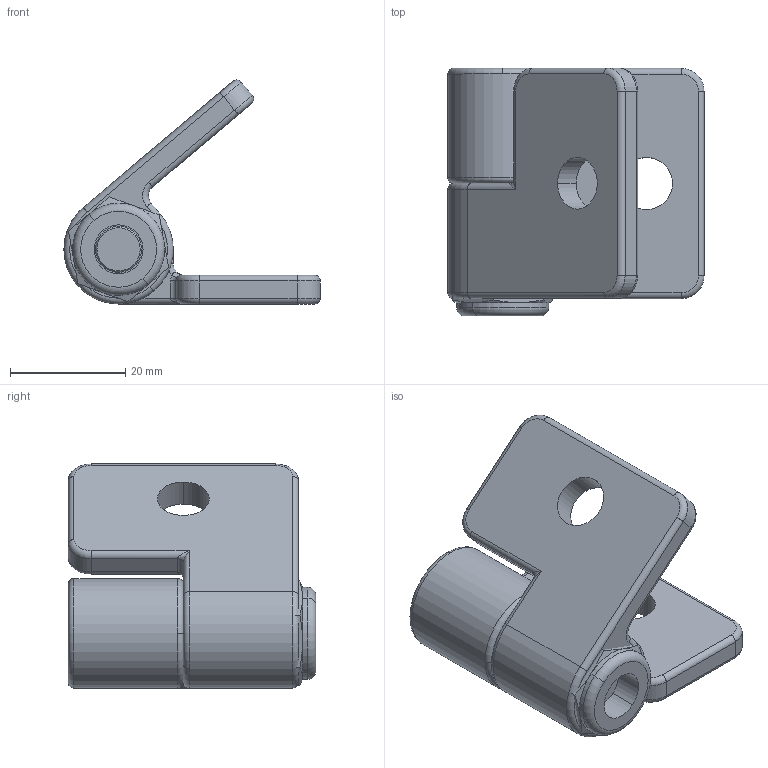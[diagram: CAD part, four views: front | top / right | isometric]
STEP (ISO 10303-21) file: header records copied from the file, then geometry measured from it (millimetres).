
FILE_DESCRIPTION (( 'STEP AP203' ), '1' );
FILE_NAME ('084.106.186.STEP', '2022-04-22T14:51:30', ( '' ), ( '' ), 'SwSTEP 2.0', 'SolidWorks 2021', '' );
FILE_SCHEMA (( 'CONFIG_CONTROL_DESIGN' ));
Length unit declared in the file: millimetre
Products named in the file (4): DADI ESAGONALI AUTOBLOCCANTI UNI 7473_M10 UNI 7434; 084.106.186; 084.301.000 VITI ALUSIC-2_084.301.038; 084.106.186A
Assembly tree (4 placements, depth 2):
  084.106.186
    084.106.186A  x2
    084.301.000 VITI ALUSIC-2_084.301.038
    DADI ESAGONALI AUTOBLOCCANTI UNI 7473_M10 UNI 7434
Bounding box: 44.5 x 43 x 38.91 mm (x, y, z)
Volume: 21489.5 mm3; surface area: 12019.9 mm2
Topology: 4 solids, 4 shells, 148 faces, 340 edges, 200 vertices
Faces by surface type: cylinder 50, plane 48, torus 30, cone 14, bspline 6
Entity records: 3281 total; most frequent: CARTESIAN_POINT 697, DIRECTION 480, ORIENTED_EDGE 430, EDGE_CURVE 215, AXIS2_PLACEMENT_3D 195, VERTEX_POINT 128, EDGE_LOOP 105, ADVANCED_FACE 96
